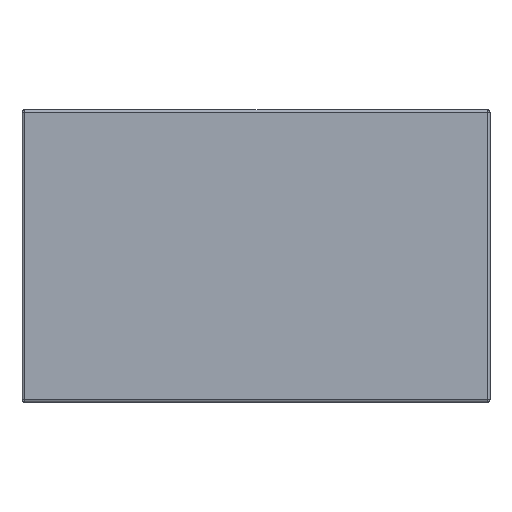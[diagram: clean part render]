
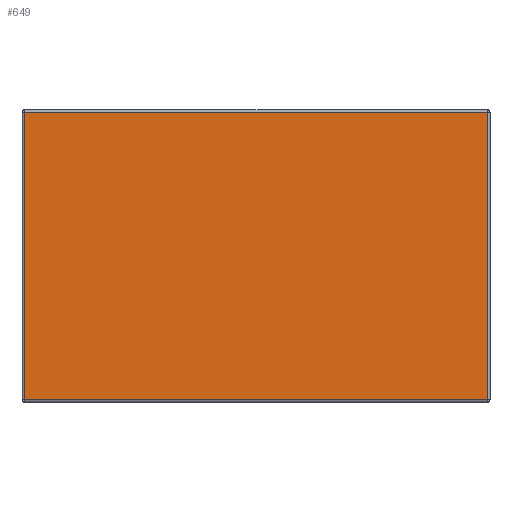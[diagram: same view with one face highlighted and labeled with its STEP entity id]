
A CAD part, front view. The second image highlights one B-rep face of the part: STEP entity #649.
In plain terms, the highlighted planar face has unit normal (0, -1, 0).
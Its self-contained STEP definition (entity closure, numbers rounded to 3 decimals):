
#649 = ADVANCED_FACE( '', ( #1420 ), #1421, .T. );
#1420 = FACE_OUTER_BOUND( '', #6914, .T. );
#1421 = PLANE( '', #6915 );
#6914 = EDGE_LOOP( '', ( #11856, #11857, #11858, #11859 ) );
#6915 = AXIS2_PLACEMENT_3D( '', #11860, #11861, #11862 );
#11856 = ORIENTED_EDGE( '', *, *, #13153, .T. );
#11857 = ORIENTED_EDGE( '', *, *, #13295, .T. );
#11858 = ORIENTED_EDGE( '', *, *, #13291, .T. );
#11859 = ORIENTED_EDGE( '', *, *, #12860, .T. );
#11860 = CARTESIAN_POINT( '', ( 0., 0., 0. ) );
#11861 = DIRECTION( '', ( 0., -1., 0. ) );
#11862 = DIRECTION( '', ( 0., 0., -1. ) );
#12860 = EDGE_CURVE( '', #13804, #13861, #13863, .T. );
#13153 = EDGE_CURVE( '', #13861, #13561, #14264, .T. );
#13291 = EDGE_CURVE( '', #14433, #13804, #14434, .T. );
#13295 = EDGE_CURVE( '', #13561, #14433, #14439, .T. );
#13561 = VERTEX_POINT( '', #14818 );
#13804 = VERTEX_POINT( '', #15435 );
#13861 = VERTEX_POINT( '', #15546 );
#13863 = LINE( '', #15548, #15549 );
#14264 = LINE( '', #16657, #16658 );
#14433 = VERTEX_POINT( '', #17185 );
#14434 = LINE( '', #17186, #17187 );
#14439 = LINE( '', #17204, #17205 );
#14818 = CARTESIAN_POINT( '', ( 301.32, 0., -187.02 ) );
#15435 = CARTESIAN_POINT( '', ( -301.32, 0., 187.02 ) );
#15546 = CARTESIAN_POINT( '', ( -301.32, 0., -187.02 ) );
#15548 = CARTESIAN_POINT( '', ( -301.32, 0., 190.5 ) );
#15549 = VECTOR( '', #17957, 1000. );
#16657 = CARTESIAN_POINT( '', ( 301.32, 0., -187.02 ) );
#16658 = VECTOR( '', #18228, 1000. );
#17185 = CARTESIAN_POINT( '', ( 301.32, 0., 187.02 ) );
#17186 = CARTESIAN_POINT( '', ( -301.32, 0., 187.02 ) );
#17187 = VECTOR( '', #18329, 1000. );
#17204 = CARTESIAN_POINT( '', ( 301.32, 0., -190.5 ) );
#17205 = VECTOR( '', #18330, 1000. );
#17957 = DIRECTION( '', ( 0., 0., -1. ) );
#18228 = DIRECTION( '', ( 1., 0., 0. ) );
#18329 = DIRECTION( '', ( -1., 0., 0. ) );
#18330 = DIRECTION( '', ( 0., 0., 1. ) );
